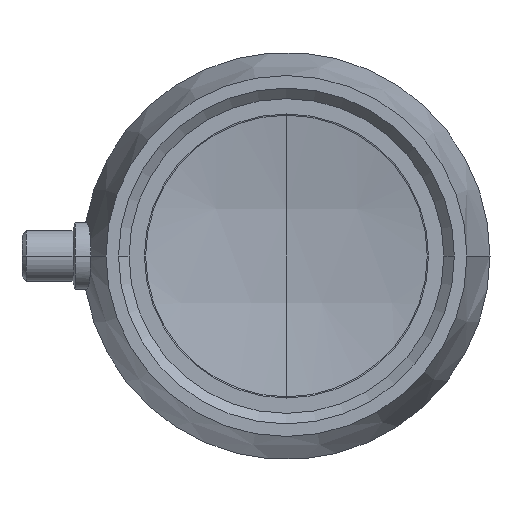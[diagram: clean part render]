
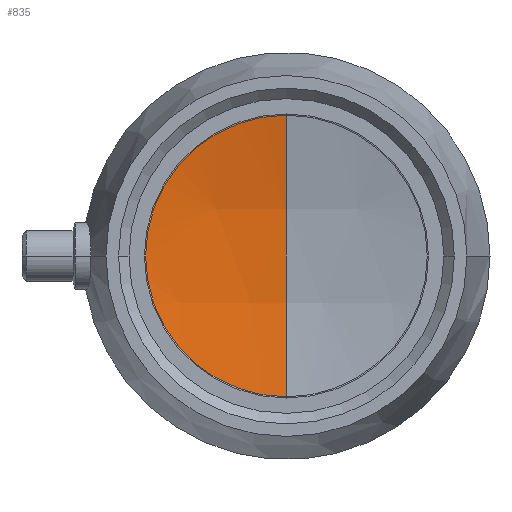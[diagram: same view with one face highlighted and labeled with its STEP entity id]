
A CAD part, left-side view. The second image highlights one B-rep face of the part: STEP entity #835.
In plain terms, the highlighted spherical face has radius 166.097 mm.
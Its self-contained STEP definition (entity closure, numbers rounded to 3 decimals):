
#399 = VERTEX_POINT( '', #1049 );
#443 = EDGE_CURVE( '', #661, #399, #1096, .T. );
#661 = VERTEX_POINT( '', #1343 );
#697 = EDGE_CURVE( '', #767, #661, #1383, .T. );
#767 = VERTEX_POINT( '', #1464 );
#835 = ADVANCED_FACE( '', ( #1542 ), #1543, .F. );
#937 = EDGE_CURVE( '', #399, #767, #1653, .T. );
#1049 = CARTESIAN_POINT( '', ( 72.292, 0., 33.553 ) );
#1096 = CIRCLE( '', #1973, 166.097 );
#1343 = CARTESIAN_POINT( '', ( 72.292, 0., -33.553 ) );
#1383 = CIRCLE( '', #2514, 33.553 );
#1464 = CARTESIAN_POINT( '', ( 72.292, 33.553, 0. ) );
#1542 = FACE_OUTER_BOUND( '', #2779, .T. );
#1543 = SPHERICAL_SURFACE( '', #2780, 166.097 );
#1653 = CIRCLE( '', #2964, 33.553 );
#1973 = AXIS2_PLACEMENT_3D( '', #3157, #3158, #3159 );
#2514 = AXIS2_PLACEMENT_3D( '', #3529, #3530, #3531 );
#2779 = EDGE_LOOP( '', ( #3732, #3733, #3734 ) );
#2780 = AXIS2_PLACEMENT_3D( '', #3735, #3736, #3737 );
#2964 = AXIS2_PLACEMENT_3D( '', #3861, #3862, #3863 );
#3157 = CARTESIAN_POINT( '', ( -90.381, 0., 0. ) );
#3158 = DIRECTION( '', ( 0., -1., 0. ) );
#3159 = DIRECTION( '', ( 0., 0., -1. ) );
#3529 = CARTESIAN_POINT( '', ( 72.292, 0., 0. ) );
#3530 = DIRECTION( '', ( -1., 0., 0. ) );
#3531 = DIRECTION( '', ( 0., 1., 0. ) );
#3732 = ORIENTED_EDGE( '', *, *, #443, .T. );
#3733 = ORIENTED_EDGE( '', *, *, #937, .T. );
#3734 = ORIENTED_EDGE( '', *, *, #697, .T. );
#3735 = CARTESIAN_POINT( '', ( -90.381, 0., 0. ) );
#3736 = DIRECTION( '', ( 0., 0., 1. ) );
#3737 = DIRECTION( '', ( 1., 0., 0. ) );
#3861 = CARTESIAN_POINT( '', ( 72.292, 0., 0. ) );
#3862 = DIRECTION( '', ( -1., 0., 0. ) );
#3863 = DIRECTION( '', ( 0., 1., 0. ) );
